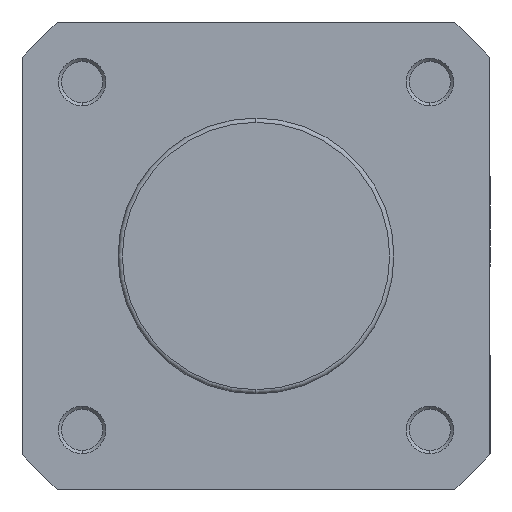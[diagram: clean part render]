
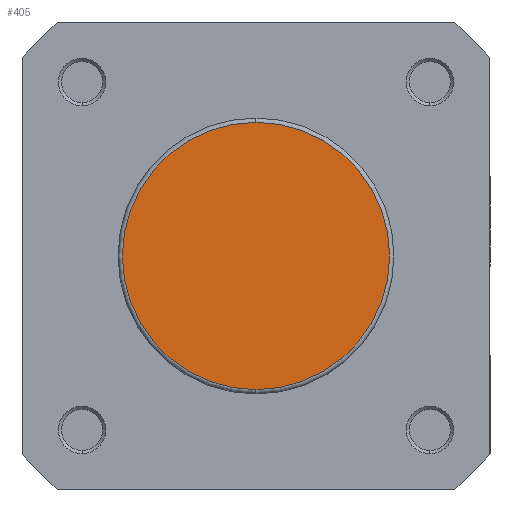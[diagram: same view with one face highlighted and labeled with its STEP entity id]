
A CAD part, left-side view. The second image highlights one B-rep face of the part: STEP entity #405.
In plain terms, the highlighted planar face has unit normal (-1, 0, 0).
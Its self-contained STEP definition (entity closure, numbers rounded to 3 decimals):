
#182 = EDGE_CURVE ( 'NONE', #2014, #2007, #5191, .T. ) ;
#236 = EDGE_CURVE ( 'NONE', #2007, #2014, #3890, .T. ) ;
#405 = ADVANCED_FACE ( 'NONE', ( #4228 ), #1384, .F. ) ;
#679 = CARTESIAN_POINT ( 'NONE',  ( 0., 0., 0. ) ) ;
#680 = DIRECTION ( 'NONE',  ( -1., 0., 0. ) ) ;
#681 = DIRECTION ( 'NONE',  ( 0., 0., -1. ) ) ;
#808 = CARTESIAN_POINT ( 'NONE',  ( 0., 0., 0. ) ) ;
#815 = DIRECTION ( 'NONE',  ( -1., 0., 0. ) ) ;
#816 = DIRECTION ( 'NONE',  ( 0., 0., -1. ) ) ;
#1383 = CARTESIAN_POINT ( 'NONE',  ( 0., 22.4, 0. ) ) ;
#1384 = PLANE ( 'NONE',  #4699 ) ;
#1386 = DIRECTION ( 'NONE',  ( 1., 0., 0. ) ) ;
#1387 = DIRECTION ( 'NONE',  ( 0., 0., -1. ) ) ;
#1629 = CARTESIAN_POINT ( 'NONE',  ( 0., 0., -21.7 ) ) ;
#1630 = CARTESIAN_POINT ( 'NONE',  ( 0., 0., 21.7 ) ) ;
#2007 = VERTEX_POINT ( 'NONE', #1629 ) ;
#2014 = VERTEX_POINT ( 'NONE', #1630 ) ;
#3069 = EDGE_LOOP ( 'NONE', ( #3571, #3570 ) ) ;
#3570 = ORIENTED_EDGE ( 'NONE', *, *, #182, .T. ) ;
#3571 = ORIENTED_EDGE ( 'NONE', *, *, #236, .T. ) ;
#3890 = CIRCLE ( 'NONE', #5383, 21.7 ) ;
#4228 = FACE_OUTER_BOUND ( 'NONE', #3069, .T. ) ;
#4699 = AXIS2_PLACEMENT_3D ( 'NONE', #1383, #1386, #1387 ) ;
#5191 = CIRCLE ( 'NONE', #5402, 21.7 ) ;
#5383 = AXIS2_PLACEMENT_3D ( 'NONE', #808, #815, #816 ) ;
#5402 = AXIS2_PLACEMENT_3D ( 'NONE', #679, #680, #681 ) ;
